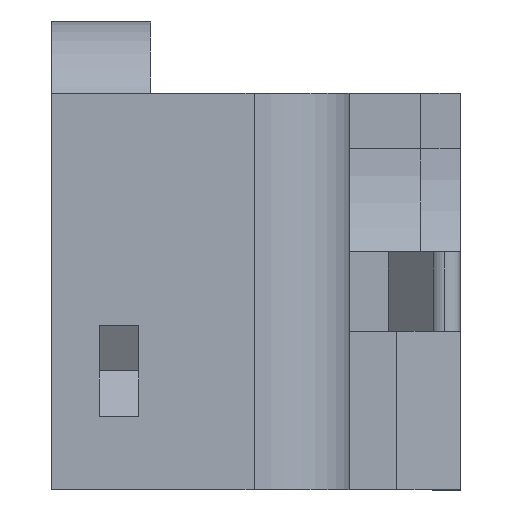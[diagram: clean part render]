
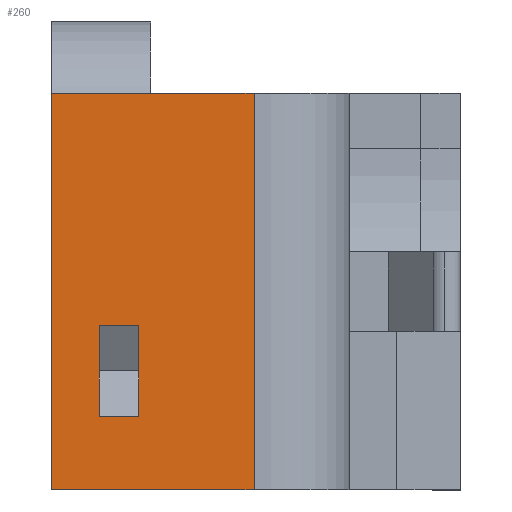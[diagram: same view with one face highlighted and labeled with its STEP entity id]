
A CAD part, left-side view. The second image highlights one B-rep face of the part: STEP entity #260.
In plain terms, the highlighted planar face has unit normal (-1, 0, 0).
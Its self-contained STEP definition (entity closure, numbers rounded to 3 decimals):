
#81 = VERTEX_POINT ( 'NONE', #3790 ) ;
#107 = CARTESIAN_POINT ( 'NONE',  ( -38.5, -7.75, 10.35 ) ) ;
#145 = CARTESIAN_POINT ( 'NONE',  ( -38.5, -2.25, 25. ) ) ;
#175 = CARTESIAN_POINT ( 'NONE',  ( -38.5, -2.25, 29.5 ) ) ;
#232 = CARTESIAN_POINT ( 'NONE',  ( -38.5, -7.75, 4.65 ) ) ;
#248 = LINE ( 'NONE', #175, #2401 ) ;
#260 = ADVANCED_FACE ( 'NONE', ( #996, #3199 ), #3936, .F. ) ;
#359 = CARTESIAN_POINT ( 'NONE',  ( -38.5, -15., 15. ) ) ;
#398 = EDGE_LOOP ( 'NONE', ( #536, #3421, #2779, #4290 ) ) ;
#421 = EDGE_CURVE ( 'NONE', #1853, #3038, #1595, .T. ) ;
#457 = EDGE_CURVE ( 'NONE', #2288, #3944, #3378, .T. ) ;
#536 = ORIENTED_EDGE ( 'NONE', *, *, #2183, .F. ) ;
#576 = DIRECTION ( 'NONE',  ( 0., 0., 1. ) ) ;
#609 = EDGE_CURVE ( 'NONE', #81, #3551, #768, .T. ) ;
#768 = LINE ( 'NONE', #359, #1998 ) ;
#831 = VECTOR ( 'NONE', #576, 1000. ) ;
#996 = FACE_OUTER_BOUND ( 'NONE', #3477, .T. ) ;
#1147 = DIRECTION ( 'NONE',  ( 0., 1., 0. ) ) ;
#1192 = DIRECTION ( 'NONE',  ( 0., -1., 0. ) ) ;
#1212 = LINE ( 'NONE', #2119, #2784 ) ;
#1499 = CARTESIAN_POINT ( 'NONE',  ( -38.5, -5.25, 10.35 ) ) ;
#1516 = ORIENTED_EDGE ( 'NONE', *, *, #2449, .T. ) ;
#1517 = VERTEX_POINT ( 'NONE', #3654 ) ;
#1595 = LINE ( 'NONE', #3475, #1646 ) ;
#1608 = CARTESIAN_POINT ( 'NONE',  ( -38.5, -5.25, 4.65 ) ) ;
#1620 = DIRECTION ( 'NONE',  ( 0., 0., -1. ) ) ;
#1646 = VECTOR ( 'NONE', #1147, 1000. ) ;
#1668 = CARTESIAN_POINT ( 'NONE',  ( -38.5, 0., 15. ) ) ;
#1756 = DIRECTION ( 'NONE',  ( 1., 0., 0. ) ) ;
#1853 = VERTEX_POINT ( 'NONE', #232 ) ;
#1911 = CARTESIAN_POINT ( 'NONE',  ( -38.5, -5.25, 4.65 ) ) ;
#1998 = VECTOR ( 'NONE', #4098, 1000. ) ;
#2119 = CARTESIAN_POINT ( 'NONE',  ( -38.5, -7.75, 4.65 ) ) ;
#2177 = CARTESIAN_POINT ( 'NONE',  ( -38.5, 0., 0. ) ) ;
#2183 = EDGE_CURVE ( 'NONE', #1853, #2288, #1212, .T. ) ;
#2194 = VECTOR ( 'NONE', #3708, 1000. ) ;
#2238 = DIRECTION ( 'NONE',  ( 0., 1., 0. ) ) ;
#2288 = VERTEX_POINT ( 'NONE', #107 ) ;
#2334 = CARTESIAN_POINT ( 'NONE',  ( -38.5, 0., 25. ) ) ;
#2349 = VECTOR ( 'NONE', #1192, 1000. ) ;
#2378 = EDGE_CURVE ( 'NONE', #1517, #3551, #2618, .T. ) ;
#2401 = VECTOR ( 'NONE', #1620, 1000. ) ;
#2436 = ORIENTED_EDGE ( 'NONE', *, *, #2378, .T. ) ;
#2449 = EDGE_CURVE ( 'NONE', #2660, #1517, #248, .T. ) ;
#2618 = LINE ( 'NONE', #2177, #2349 ) ;
#2660 = VERTEX_POINT ( 'NONE', #145 ) ;
#2763 = DIRECTION ( 'NONE',  ( 0., 0., -1. ) ) ;
#2779 = ORIENTED_EDGE ( 'NONE', *, *, #4231, .T. ) ;
#2783 = VECTOR ( 'NONE', #2238, 1000. ) ;
#2784 = VECTOR ( 'NONE', #3053, 1000. ) ;
#3038 = VERTEX_POINT ( 'NONE', #1911 ) ;
#3053 = DIRECTION ( 'NONE',  ( 0., 0., 1. ) ) ;
#3199 = FACE_BOUND ( 'NONE', #398, .T. ) ;
#3378 = LINE ( 'NONE', #4306, #2783 ) ;
#3421 = ORIENTED_EDGE ( 'NONE', *, *, #421, .T. ) ;
#3454 = AXIS2_PLACEMENT_3D ( 'NONE', #1668, #1756, #2763 ) ;
#3475 = CARTESIAN_POINT ( 'NONE',  ( -38.5, -7.75, 4.65 ) ) ;
#3477 = EDGE_LOOP ( 'NONE', ( #3649, #3862, #1516, #2436 ) ) ;
#3551 = VERTEX_POINT ( 'NONE', #4003 ) ;
#3557 = LINE ( 'NONE', #2334, #2194 ) ;
#3649 = ORIENTED_EDGE ( 'NONE', *, *, #609, .F. ) ;
#3654 = CARTESIAN_POINT ( 'NONE',  ( -38.5, -2.25, 0. ) ) ;
#3708 = DIRECTION ( 'NONE',  ( 0., -1., 0. ) ) ;
#3790 = CARTESIAN_POINT ( 'NONE',  ( -38.5, -15., 25. ) ) ;
#3862 = ORIENTED_EDGE ( 'NONE', *, *, #4004, .F. ) ;
#3936 = PLANE ( 'NONE',  #3454 ) ;
#3944 = VERTEX_POINT ( 'NONE', #1499 ) ;
#4003 = CARTESIAN_POINT ( 'NONE',  ( -38.5, -15., 0. ) ) ;
#4004 = EDGE_CURVE ( 'NONE', #2660, #81, #3557, .T. ) ;
#4098 = DIRECTION ( 'NONE',  ( 0., 0., -1. ) ) ;
#4231 = EDGE_CURVE ( 'NONE', #3038, #3944, #4250, .T. ) ;
#4250 = LINE ( 'NONE', #1608, #831 ) ;
#4290 = ORIENTED_EDGE ( 'NONE', *, *, #457, .F. ) ;
#4306 = CARTESIAN_POINT ( 'NONE',  ( -38.5, -7.75, 10.35 ) ) ;
